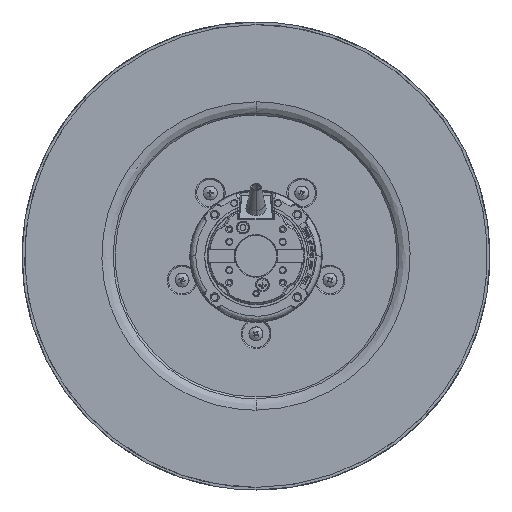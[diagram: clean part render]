
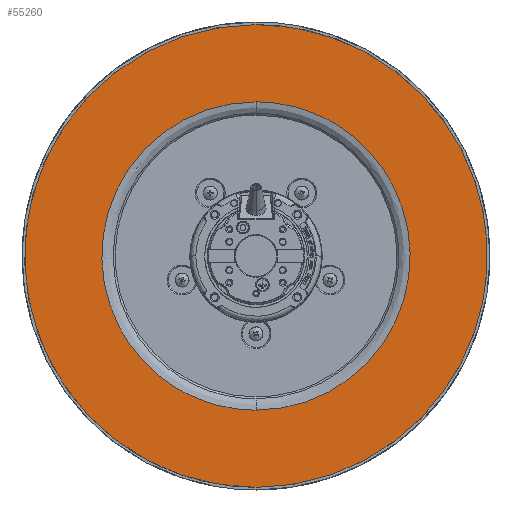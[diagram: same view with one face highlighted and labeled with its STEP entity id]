
A CAD part, front view. The second image highlights one B-rep face of the part: STEP entity #55260.
In plain terms, the highlighted planar face has unit normal (0, -1, 0).
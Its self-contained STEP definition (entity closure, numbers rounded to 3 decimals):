
#3514 =( BOUNDED_CURVE ( )  B_SPLINE_CURVE ( 3, ( #48583, #49100, #143490, #72025 ),
 .UNSPECIFIED., .F., .F. ) 
 B_SPLINE_CURVE_WITH_KNOTS ( ( 4, 4 ),
 ( 0., 3.142 ),
 .UNSPECIFIED. ) 
 CURVE ( )  GEOMETRIC_REPRESENTATION_ITEM ( )  RATIONAL_B_SPLINE_CURVE ( ( 0.977, 0.326, 0.326, 0.977 ) ) 
 REPRESENTATION_ITEM ( '' )  );
#9621 = FACE_BOUND ( 'NONE', #118282, .T. ) ;
#10968 = CARTESIAN_POINT ( 'NONE',  ( 0., -98., 178. ) ) ;
#11647 = ORIENTED_EDGE ( 'NONE', *, *, #121421, .F. ) ;
#12170 = VERTEX_POINT ( 'NONE', #135707 ) ;
#13843 = CARTESIAN_POINT ( 'NONE',  ( -180.136, -98., -180.136 ) ) ;
#15597 = ORIENTED_EDGE ( 'NONE', *, *, #120519, .F. ) ;
#16792 = FACE_OUTER_BOUND ( 'NONE', #59897, .T. ) ;
#20180 =( BOUNDED_CURVE ( )  B_SPLINE_CURVE ( 3, ( #120349, #108651, #84140, #26419 ),
 .UNSPECIFIED., .F., .T. ) 
 B_SPLINE_CURVE_WITH_KNOTS ( ( 4, 4 ),
 ( -3.142, 0. ),
 .UNSPECIFIED. ) 
 CURVE ( )  GEOMETRIC_REPRESENTATION_ITEM ( )  RATIONAL_B_SPLINE_CURVE ( ( 1., 0.333, 0.333, 1. ) ) 
 REPRESENTATION_ITEM ( '' )  );
#22169 = CARTESIAN_POINT ( 'NONE',  ( 104.27, -98., -178. ) ) ;
#22515 = EDGE_CURVE ( 'NONE', #131232, #149889, #20180, .T. ) ;
#26419 = CARTESIAN_POINT ( 'NONE',  ( 0., -98., 178. ) ) ;
#32995 = CARTESIAN_POINT ( 'NONE',  ( 0., -98., -178. ) ) ;
#39104 = CARTESIAN_POINT ( 'NONE',  ( 0., -98., -178. ) ) ;
#39371 = DIRECTION ( 'NONE',  ( 0., 1., 0. ) ) ;
#44281 = CARTESIAN_POINT ( 'NONE',  ( 237.123, -98., -118.562 ) ) ;
#48583 = CARTESIAN_POINT ( 'NONE',  ( 0., -98., 118.562 ) ) ;
#49100 = CARTESIAN_POINT ( 'NONE',  ( -237.123, -98., 118.562 ) ) ;
#55260 = ADVANCED_FACE ( 'NONE', ( #9621, #16792 ), #120036, .F. ) ;
#56077 = CARTESIAN_POINT ( 'NONE',  ( 0., -98., 118.562 ) ) ;
#58033 = CARTESIAN_POINT ( 'NONE',  ( 178., -98., 104.27 ) ) ;
#59897 = EDGE_LOOP ( 'NONE', ( #141346, #15597 ) ) ;
#61228 =( BOUNDED_CURVE ( )  B_SPLINE_CURVE ( 3, ( #126948, #44281, #125959, #56077 ),
 .UNSPECIFIED., .F., .F. ) 
 B_SPLINE_CURVE_WITH_KNOTS ( ( 4, 4 ),
 ( 0., 3.142 ),
 .UNSPECIFIED. ) 
 CURVE ( )  GEOMETRIC_REPRESENTATION_ITEM ( )  RATIONAL_B_SPLINE_CURVE ( ( 0.977, 0.326, 0.326, 0.977 ) ) 
 REPRESENTATION_ITEM ( '' )  );
#68232 = CARTESIAN_POINT ( 'NONE',  ( 178., -98., -104.27 ) ) ;
#72025 = CARTESIAN_POINT ( 'NONE',  ( 0., -98., -118.562 ) ) ;
#75031 = CARTESIAN_POINT ( 'NONE',  ( 0., -98., 178. ) ) ;
#84140 = CARTESIAN_POINT ( 'NONE',  ( -356., -98., 178. ) ) ;
#85799 = DIRECTION ( 'NONE',  ( 0., 0., 1. ) ) ;
#96208 =( BOUNDED_CURVE ( )  B_SPLINE_CURVE ( 3, ( #10968, #115134, #58033, #102917, #68232, #22169, #32995 ),
 .UNSPECIFIED., .F., .F. ) 
 B_SPLINE_CURVE_WITH_KNOTS ( ( 4, 3, 4 ),
 ( -3.142, -1.571, 0. ),
 .UNSPECIFIED. ) 
 CURVE ( )  GEOMETRIC_REPRESENTATION_ITEM ( )  RATIONAL_B_SPLINE_CURVE ( ( 1., 0.805, 0.805, 1., 0.805, 0.805, 1. ) ) 
 REPRESENTATION_ITEM ( '' )  );
#102917 = CARTESIAN_POINT ( 'NONE',  ( 178., -98., 0. ) ) ;
#108651 = CARTESIAN_POINT ( 'NONE',  ( -356., -98., -178. ) ) ;
#112257 = EDGE_CURVE ( 'NONE', #113703, #12170, #61228, .T. ) ;
#113703 = VERTEX_POINT ( 'NONE', #142356 ) ;
#115134 = CARTESIAN_POINT ( 'NONE',  ( 104.27, -98., 178. ) ) ;
#118282 = EDGE_LOOP ( 'NONE', ( #11647, #136807 ) ) ;
#120036 = PLANE ( 'NONE',  #140410 ) ;
#120349 = CARTESIAN_POINT ( 'NONE',  ( 0., -98., -178. ) ) ;
#120519 = EDGE_CURVE ( 'NONE', #149889, #131232, #96208, .T. ) ;
#121421 = EDGE_CURVE ( 'NONE', #12170, #113703, #3514, .T. ) ;
#125959 = CARTESIAN_POINT ( 'NONE',  ( 237.123, -98., 118.562 ) ) ;
#126948 = CARTESIAN_POINT ( 'NONE',  ( 0., -98., -118.562 ) ) ;
#131232 = VERTEX_POINT ( 'NONE', #39104 ) ;
#135707 = CARTESIAN_POINT ( 'NONE',  ( 0., -98., 118.562 ) ) ;
#136807 = ORIENTED_EDGE ( 'NONE', *, *, #112257, .F. ) ;
#140410 = AXIS2_PLACEMENT_3D ( 'NONE', #13843, #39371, #85799 ) ;
#141346 = ORIENTED_EDGE ( 'NONE', *, *, #22515, .F. ) ;
#142356 = CARTESIAN_POINT ( 'NONE',  ( 0., -98., -118.562 ) ) ;
#143490 = CARTESIAN_POINT ( 'NONE',  ( -237.123, -98., -118.562 ) ) ;
#149889 = VERTEX_POINT ( 'NONE', #75031 ) ;
